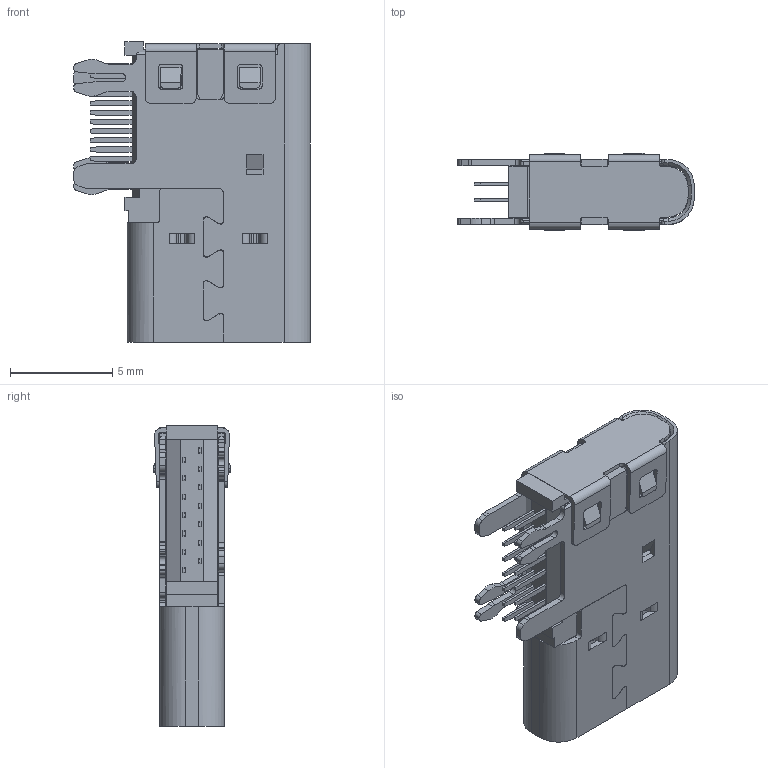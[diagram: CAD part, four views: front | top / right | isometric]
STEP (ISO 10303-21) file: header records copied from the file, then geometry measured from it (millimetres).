
FILE_DESCRIPTION(/* description */ ('STEP AP214'),/* implementation_level */ '2;1');
FILE_NAME(/* name */ 'psolqas_2872_363',/* time_stamp */ '2024-07-19T07:44:40+02:00',/* author */ ('License CC BY-ND 4.0'),/* organization */ ('CADENAS'),/* preprocessor_version */ 'ST-DEVELOPER v19.3',/* originating_system */ 'PARTsolutions',/* authorisation */ ' ');
FILE_SCHEMA (('AUTOMOTIVE_DESIGN {1 0 10303 214 3 1 1}'));
Length unit declared in the file: metre
Products named in the file (1): 2169890001
Bounding box: 11.54 x 3.76 x 14.65 mm (x, y, z)
Volume: 279.4 mm3; surface area: 1187.2 mm2
Topology: 1 solids, 9 shells, 1123 faces, 3110 edges, 2021 vertices
Faces by surface type: plane 898, cylinder 208, cone 14, bspline 3
Full cylindrical faces by diameter (mm): 0.75 x2, 0.8 x2
Entity records: 35450 total; most frequent: CARTESIAN_POINT 6322, ORIENTED_EDGE 6200, DIRECTION 5789, EDGE_CURVE 3100, LINE 2633, VECTOR 2633, VERTEX_POINT 2019, AXIS2_PLACEMENT_3D 1578
